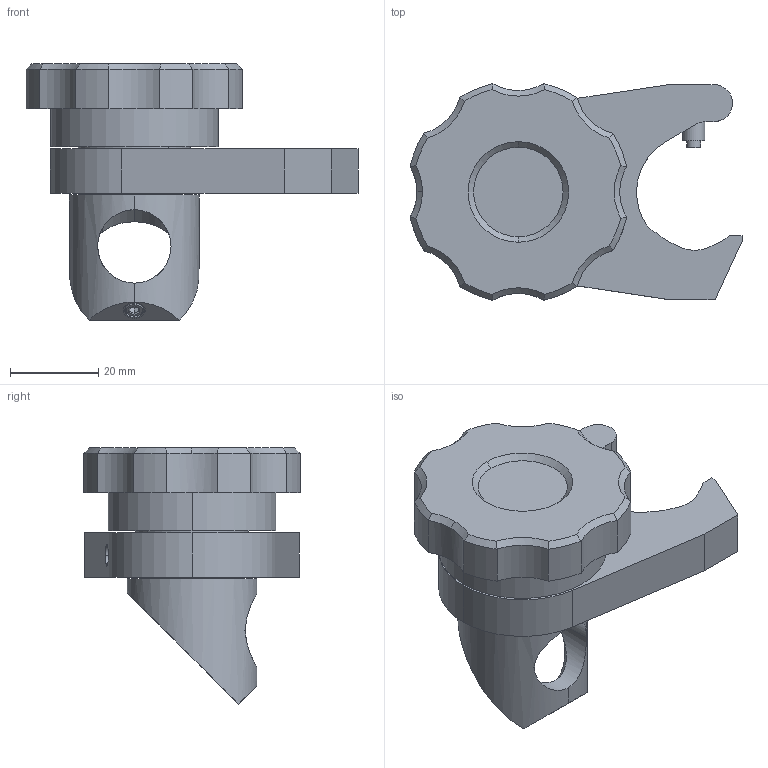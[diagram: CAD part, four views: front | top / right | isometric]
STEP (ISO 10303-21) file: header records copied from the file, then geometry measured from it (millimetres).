
FILE_DESCRIPTION((''),'2;1');
FILE_NAME('FRM1-A-01_ASM','2023-06-24T15:20:42',('R&D'),(''),'CREO PARAMETRIC BY PTC INC, 2021063','CREO PARAMETRIC BY PTC INC, 2021063','');
FILE_SCHEMA(('CONFIG_CONTROL_DESIGN'));
Length unit declared in the file: millimetre
Products named in the file (12): FRM1-A-21; FRM1-A-22; FRM1-A-23; FRM1-A-6; FRM1-A-24; FRM1-A-25; FRM1-A-9; FRM1-A-10; FRM1-A-3; FRM1-A-26; FRM1-A-1_ASM; FRM1-A-01_ASM
Assembly tree (11 placements, depth 3):
  FRM1-A-01_ASM
    FRM1-A-1_ASM
      FRM1-A-21
      FRM1-A-22
      FRM1-A-23
      FRM1-A-6
      FRM1-A-24
      FRM1-A-25
      FRM1-A-9
      FRM1-A-10
      FRM1-A-3
      FRM1-A-26
Bounding box: 75.4 x 49.21 x 58.24 mm (x, y, z)
Volume: 57251.2 mm3; surface area: 20805.5 mm2
Topology: 9 solids, 13 shells, 343 faces, 748 edges, 466 vertices
Faces by surface type: plane 156, cylinder 125, cone 62
Entity records: 10191 total; most frequent: CARTESIAN_POINT 2237, DIRECTION 1741, ORIENTED_EDGE 1466, EDGE_CURVE 742, AXIS2_PLACEMENT_3D 689, VERTEX_POINT 466, EDGE_LOOP 408, VECTOR 363
